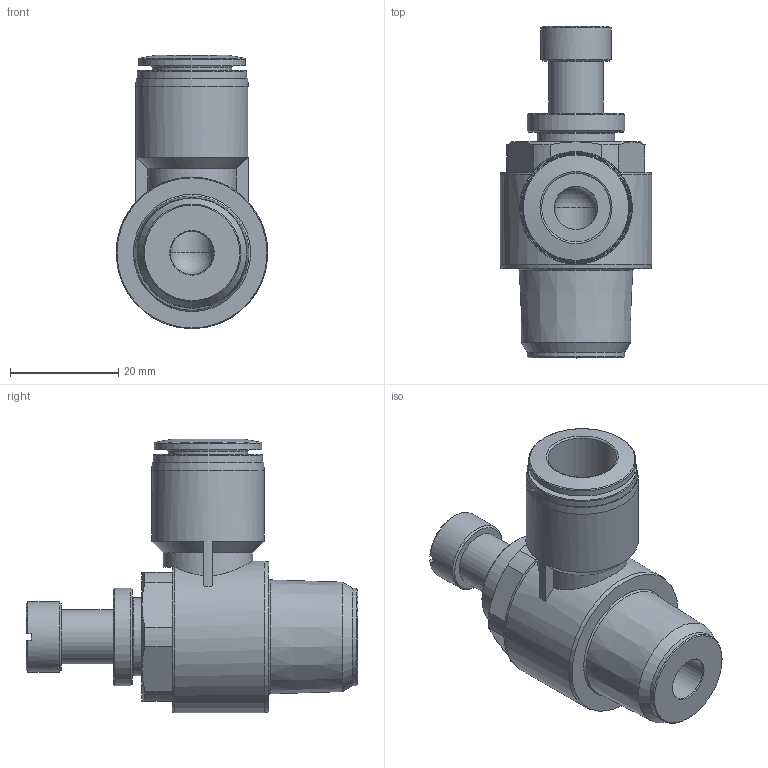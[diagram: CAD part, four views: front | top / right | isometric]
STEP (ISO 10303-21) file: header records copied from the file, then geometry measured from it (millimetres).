
FILE_DESCRIPTION(/* description */ ('STEP AP214'),/* implementation_level */ '2;1');
FILE_NAME(/* name */ '564847_GRLA-1_2-QB-1_2-U',/* time_stamp */ '2024-08-28T20:51:11+02:00',/* author */ ('License CC BY-ND 4.0'),/* organization */ ('CADENAS'),/* preprocessor_version */ 'ST-DEVELOPER v19.3',/* originating_system */ 'PARTsolutions',/* authorisation */ ' ');
FILE_SCHEMA (('AUTOMOTIVE_DESIGN {1 0 10303 214 3 1 1}'));
Length unit declared in the file: millimetre
Products named in the file (1): 564847 GRLA-1/2-QB-1/2-U---(61.3)
Bounding box: 28 x 61.3 x 50.5 mm (x, y, z)
Volume: 24018.8 mm3; surface area: 9071.5 mm2
Topology: 1 solids, 1 shells, 76 faces, 175 edges, 109 vertices
Faces by surface type: plane 27, cone 24, cylinder 21, torus 3, sphere 1
Full cylindrical faces by diameter (mm): 8 x2, 10 x1, 12.7 x1, 13 x1, 14.4 x1, 14.7 x1, 18 x1, 18.025 x1, 19.8 x1, 20.3 x1, 20.8 x1, 28 x1
Entity records: 2578 total; most frequent: CARTESIAN_POINT 439, DIRECTION 341, ORIENTED_EDGE 280, AXIS2_PLACEMENT_3D 152, EDGE_CURVE 140, EDGE_LOOP 116, FACE_BOUND 116, VERTEX_POINT 104
